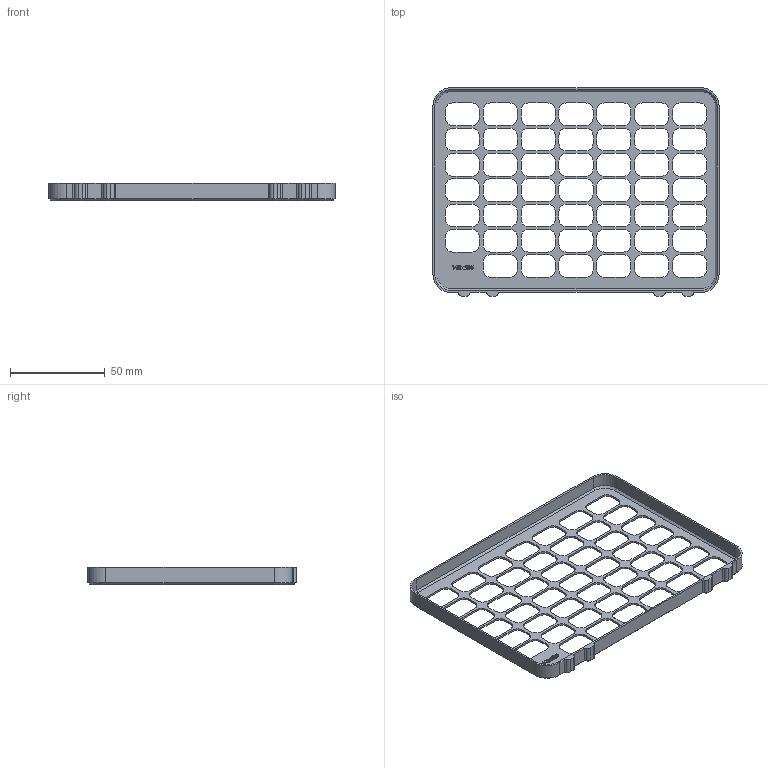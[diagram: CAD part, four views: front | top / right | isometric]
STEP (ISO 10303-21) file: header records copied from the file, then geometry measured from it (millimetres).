
FILE_DESCRIPTION(/* description */ (''),/* implementation_level */ '2;1');
FILE_NAME(/* name */ '3DP 148 x 105 Grill.step',/* time_stamp */ '2020-03-19T13:44:27-04:00',/* author */ (''),/* organization */ (''),/* preprocessor_version */ 'ST-DEVELOPER v18',/* originating_system */ 'Autodesk Translation Framework v8.12.0.6',/* authorisation */ '');
FILE_SCHEMA (('AUTOMOTIVE_DESIGN { 1 0 10303 214 3 1 1 }'));
Length unit declared in the file: millimetre
Products named in the file (1): Grill
Bounding box: 151 x 110 x 9 mm (x, y, z)
Volume: 10886 mm3; surface area: 23658.7 mm2
Topology: 1 solids, 1 shells, 655 faces, 1883 edges, 1242 vertices
Faces by surface type: plane 286, cylinder 216, bspline 129, cone 24
Entity records: 22910 total; most frequent: CARTESIAN_POINT 5978, ORIENTED_EDGE 3766, DIRECTION 3134, EDGE_CURVE 1883, VERTEX_POINT 1242, LINE 1168, VECTOR 1168, AXIS2_PLACEMENT_3D 983
